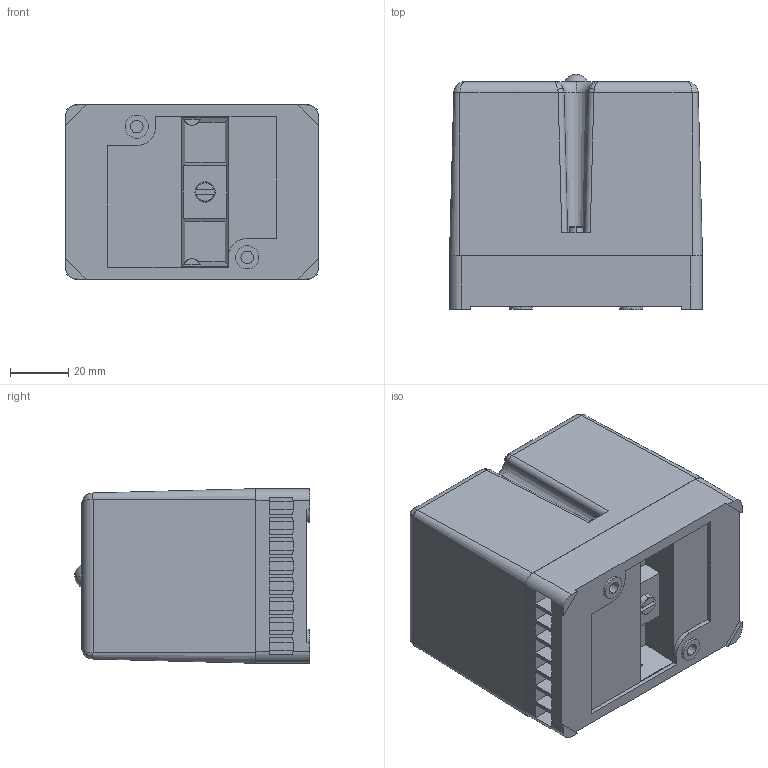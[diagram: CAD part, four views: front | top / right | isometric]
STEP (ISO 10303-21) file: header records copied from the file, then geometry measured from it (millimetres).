
FILE_DESCRIPTION (( 'STEP AP214' ), '1' );
FILE_NAME ('RU400.STEP', '2016-06-10T07:11:31', ( '' ), ( '' ), 'SwSTEP 2.0', 'SolidWorks 2016', '' );
FILE_SCHEMA (( 'AUTOMOTIVE_DESIGN' ));
Length unit declared in the file: millimetre
Products named in the file (1): RU400
Bounding box: 87.15 x 81 x 60.15 mm (x, y, z)
Volume: 369475.8 mm3; surface area: 53606.9 mm2
Topology: 5 solids, 5 shells, 426 faces, 1084 edges, 690 vertices
Faces by surface type: plane 274, cylinder 99, cone 23, torus 16, bspline 12, sphere 2
Entity records: 21137 total; most frequent: CARTESIAN_POINT 6027, ORIENTED_EDGE 2152, DIRECTION 2101, EDGE_CURVE 1076, VECTOR 753, LINE 753, VERTEX_POINT 690, AXIS2_PLACEMENT_3D 674
